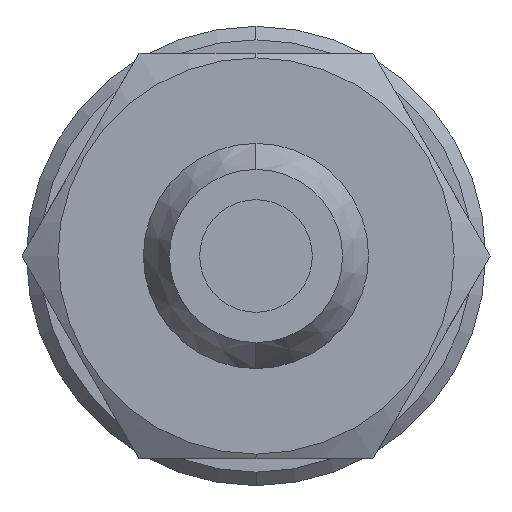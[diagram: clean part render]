
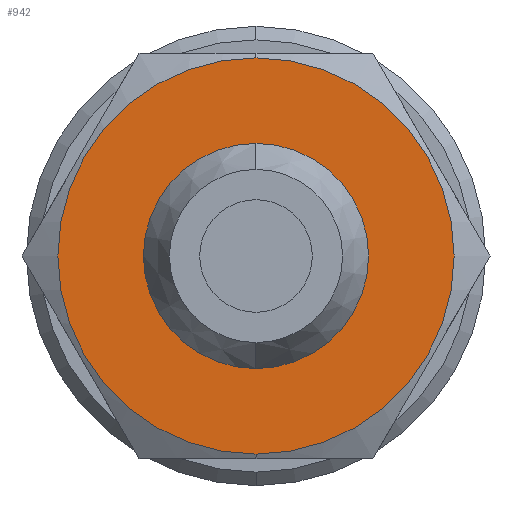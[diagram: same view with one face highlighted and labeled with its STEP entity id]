
A CAD part, front view. The second image highlights one B-rep face of the part: STEP entity #942.
In plain terms, the highlighted planar face has unit normal (0, -1, 0).
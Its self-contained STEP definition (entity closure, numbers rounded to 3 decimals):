
#1 = ORIENTED_EDGE ( 'NONE', *, *, #987, .F. ) ;
#339 = CARTESIAN_POINT ( 'NONE',  ( 0., -5., 2.5 ) ) ;
#340 = CARTESIAN_POINT ( 'NONE',  ( 0., -5., -2.5 ) ) ;
#346 = CARTESIAN_POINT ( 'NONE',  ( 0., -5., 4.4 ) ) ;
#347 = CARTESIAN_POINT ( 'NONE',  ( 0., -5., -4.4 ) ) ;
#421 = ORIENTED_EDGE ( 'NONE', *, *, #1058, .F. ) ;
#423 = ORIENTED_EDGE ( 'NONE', *, *, #988, .T. ) ;
#424 = ORIENTED_EDGE ( 'NONE', *, *, #1065, .T. ) ;
#509 = AXIS2_PLACEMENT_3D ( 'NONE', #1388, #1389, #1390 ) ;
#510 = CIRCLE ( 'NONE', #509, 4.4 ) ;
#513 = AXIS2_PLACEMENT_3D ( 'NONE', #1385, #1386, #1387 ) ;
#515 = CIRCLE ( 'NONE', #513, 2.5 ) ;
#575 = AXIS2_PLACEMENT_3D ( 'NONE', #1613, #1612, #1611 ) ;
#657 = CIRCLE ( 'NONE', #666, 2.5 ) ;
#666 = AXIS2_PLACEMENT_3D ( 'NONE', #1142, #1143, #1144 ) ;
#668 = CIRCLE ( 'NONE', #670, 4.4 ) ;
#670 = AXIS2_PLACEMENT_3D ( 'NONE', #1177, #1178, #1179 ) ;
#760 = EDGE_LOOP ( 'NONE', ( #423, #424 ) ) ;
#762 = EDGE_LOOP ( 'NONE', ( #421, #1 ) ) ;
#810 = VERTEX_POINT ( 'NONE', #347 ) ;
#811 = VERTEX_POINT ( 'NONE', #346 ) ;
#817 = VERTEX_POINT ( 'NONE', #340 ) ;
#818 = VERTEX_POINT ( 'NONE', #339 ) ;
#942 = ADVANCED_FACE ( 'NONE', ( #1785, #1786 ), #1614, .F. ) ;
#987 = EDGE_CURVE ( 'NONE', #818, #817, #515, .T. ) ;
#988 = EDGE_CURVE ( 'NONE', #811, #810, #510, .T. ) ;
#1058 = EDGE_CURVE ( 'NONE', #817, #818, #657, .T. ) ;
#1065 = EDGE_CURVE ( 'NONE', #810, #811, #668, .T. ) ;
#1142 = CARTESIAN_POINT ( 'NONE',  ( 0., -5., 0. ) ) ;
#1143 = DIRECTION ( 'NONE',  ( 0., -1., 0. ) ) ;
#1144 = DIRECTION ( 'NONE',  ( 0., 0., -1. ) ) ;
#1177 = CARTESIAN_POINT ( 'NONE',  ( 0., -5., 0. ) ) ;
#1178 = DIRECTION ( 'NONE',  ( 0., -1., 0. ) ) ;
#1179 = DIRECTION ( 'NONE',  ( 0., 0., 1. ) ) ;
#1385 = CARTESIAN_POINT ( 'NONE',  ( 0., -5., 0. ) ) ;
#1386 = DIRECTION ( 'NONE',  ( 0., -1., 0. ) ) ;
#1387 = DIRECTION ( 'NONE',  ( 0., 0., -1. ) ) ;
#1388 = CARTESIAN_POINT ( 'NONE',  ( 0., -5., 0. ) ) ;
#1389 = DIRECTION ( 'NONE',  ( 0., -1., 0. ) ) ;
#1390 = DIRECTION ( 'NONE',  ( 0., 0., 1. ) ) ;
#1611 = DIRECTION ( 'NONE',  ( 0., 0., 1. ) ) ;
#1612 = DIRECTION ( 'NONE',  ( 0., 1., 0. ) ) ;
#1613 = CARTESIAN_POINT ( 'NONE',  ( 2.5, -5., 0. ) ) ;
#1614 = PLANE ( 'NONE',  #575 ) ;
#1785 = FACE_OUTER_BOUND ( 'NONE', #760, .T. ) ;
#1786 = FACE_BOUND ( 'NONE', #762, .T. ) ;
